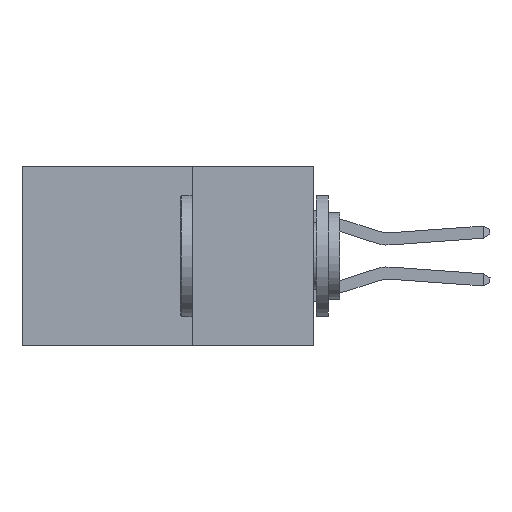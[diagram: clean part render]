
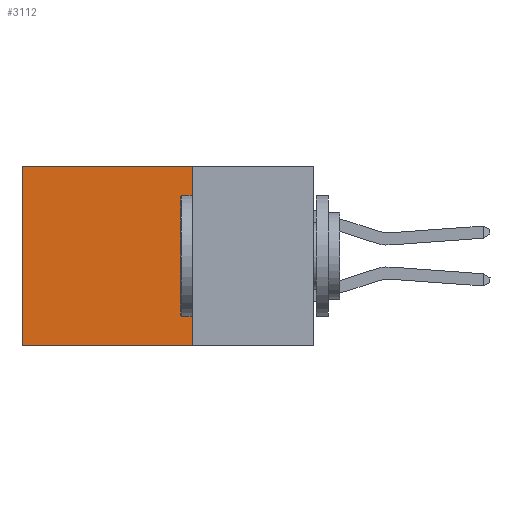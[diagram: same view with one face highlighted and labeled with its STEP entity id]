
A CAD part, left-side view. The second image highlights one B-rep face of the part: STEP entity #3112.
In plain terms, the highlighted planar face has unit normal (-1, 0, 0).
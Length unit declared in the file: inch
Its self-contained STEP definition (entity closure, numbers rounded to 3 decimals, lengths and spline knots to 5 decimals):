
#707 = DIRECTION ( 'NONE',  ( 0., 0., -1. ) ) ;
#1678 = CARTESIAN_POINT ( 'NONE',  ( 0.2875, 0.25, 0. ) ) ;
#1723 = CARTESIAN_POINT ( 'NONE',  ( 0.2875, 0.25, -0.37 ) ) ;
#2993 = ORIENTED_EDGE ( 'NONE', *, *, #12726, .F. ) ;
#3112 = ADVANCED_FACE ( 'NONE', ( #19053 ), #4618, .F. ) ;
#3172 = VECTOR ( 'NONE', #9015, 39.37008 ) ;
#3310 = LINE ( 'NONE', #19300, #11545 ) ;
#4040 = DIRECTION ( 'NONE',  ( 0., 0., -1. ) ) ;
#4091 = DIRECTION ( 'NONE',  ( 1., 0., 0. ) ) ;
#4115 = CARTESIAN_POINT ( 'NONE',  ( 0.2875, 0.25, 0. ) ) ;
#4391 = VERTEX_POINT ( 'NONE', #14345 ) ;
#4618 = PLANE ( 'NONE',  #8547 ) ;
#6511 = EDGE_CURVE ( 'NONE', #16454, #4391, #3310, .T. ) ;
#7304 = CARTESIAN_POINT ( 'NONE',  ( 0.2875, 0.6, 0. ) ) ;
#7792 = EDGE_LOOP ( 'NONE', ( #21104, #2993, #14363, #21904 ) ) ;
#8547 = AXIS2_PLACEMENT_3D ( 'NONE', #4115, #4091, #4040 ) ;
#9015 = DIRECTION ( 'NONE',  ( 0., 1., 0. ) ) ;
#9038 = DIRECTION ( 'NONE',  ( 0., 0., -1. ) ) ;
#10746 = EDGE_CURVE ( 'NONE', #16454, #17106, #10839, .T. ) ;
#10839 = LINE ( 'NONE', #14741, #19415 ) ;
#11110 = VERTEX_POINT ( 'NONE', #22426 ) ;
#11545 = VECTOR ( 'NONE', #15940, 39.37008 ) ;
#12726 = EDGE_CURVE ( 'NONE', #17106, #11110, #21607, .T. ) ;
#14345 = CARTESIAN_POINT ( 'NONE',  ( 0.2875, 0.6, 0. ) ) ;
#14363 = ORIENTED_EDGE ( 'NONE', *, *, #10746, .F. ) ;
#14741 = CARTESIAN_POINT ( 'NONE',  ( 0.2875, 0.25, 0. ) ) ;
#14989 = LINE ( 'NONE', #7304, #20030 ) ;
#15940 = DIRECTION ( 'NONE',  ( 0., 1., 0. ) ) ;
#16454 = VERTEX_POINT ( 'NONE', #1678 ) ;
#17106 = VERTEX_POINT ( 'NONE', #1723 ) ;
#19053 = FACE_OUTER_BOUND ( 'NONE', #7792, .T. ) ;
#19300 = CARTESIAN_POINT ( 'NONE',  ( 0.2875, 0.25, 0. ) ) ;
#19415 = VECTOR ( 'NONE', #707, 39.37008 ) ;
#20030 = VECTOR ( 'NONE', #9038, 39.37008 ) ;
#21035 = CARTESIAN_POINT ( 'NONE',  ( 0.2875, 0.25, -0.37 ) ) ;
#21104 = ORIENTED_EDGE ( 'NONE', *, *, #22158, .T. ) ;
#21607 = LINE ( 'NONE', #21035, #3172 ) ;
#21904 = ORIENTED_EDGE ( 'NONE', *, *, #6511, .T. ) ;
#22158 = EDGE_CURVE ( 'NONE', #4391, #11110, #14989, .T. ) ;
#22426 = CARTESIAN_POINT ( 'NONE',  ( 0.2875, 0.6, -0.37 ) ) ;
